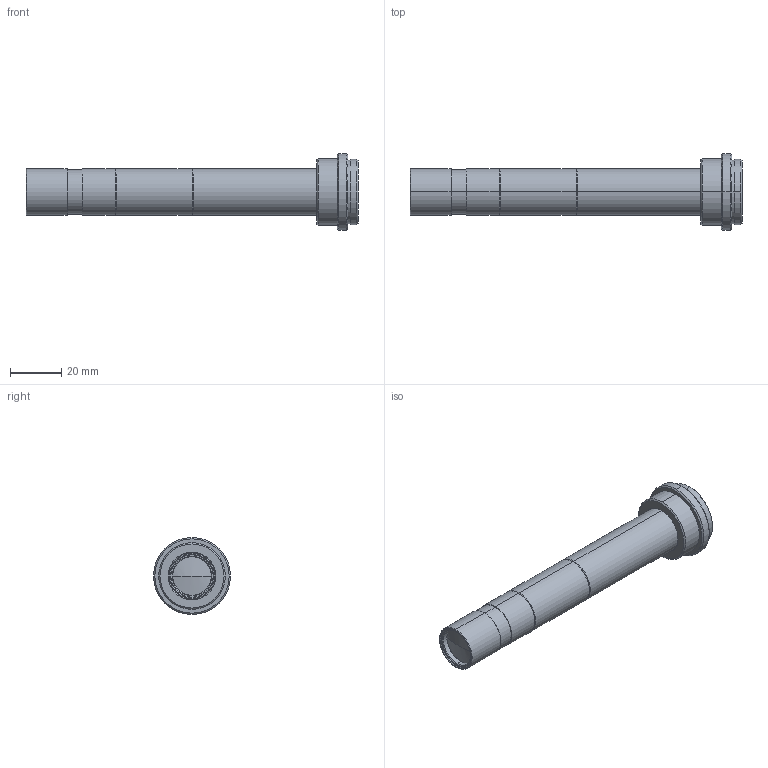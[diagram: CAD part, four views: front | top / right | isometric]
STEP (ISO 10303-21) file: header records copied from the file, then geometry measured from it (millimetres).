
FILE_DESCRIPTION (( 'STEP AP214' ), '1' );
FILE_NAME ('HR-1M-110 3D-Data.STEP', '2017-02-01T04:32:30', ( '' ), ( '' ), 'SwSTEP 2.0', 'SolidWorks 2016', '' );
FILE_SCHEMA (( 'AUTOMOTIVE_DESIGN' ));
Length unit declared in the file: millimetre
Products named in the file (2): HR-1M-110 3D-Data
Bounding box: 129.46 x 30 x 30 mm (x, y, z)
Volume: 35743.5 mm3; surface area: 9800.4 mm2
Topology: 1 solids, 1 shells, 72 faces, 144 edges, 85 vertices
Faces by surface type: cone 32, cylinder 26, plane 12, sphere 2
Entity records: 2711 total; most frequent: DIRECTION 378, CARTESIAN_POINT 303, ORIENTED_EDGE 288, AXIS2_PLACEMENT_3D 160, EDGE_CURVE 144, CIRCLE 86, VERTEX_POINT 85, EDGE_LOOP 83
